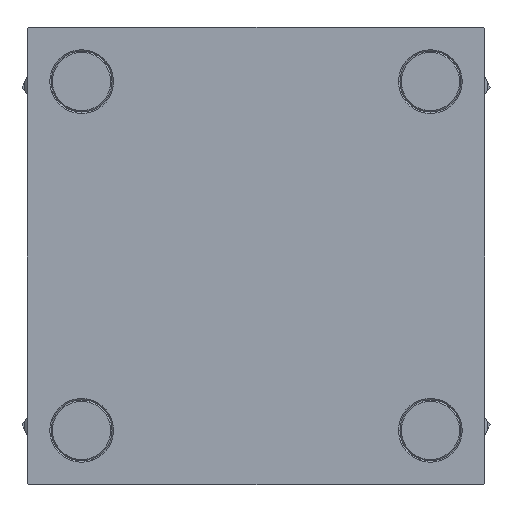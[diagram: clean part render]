
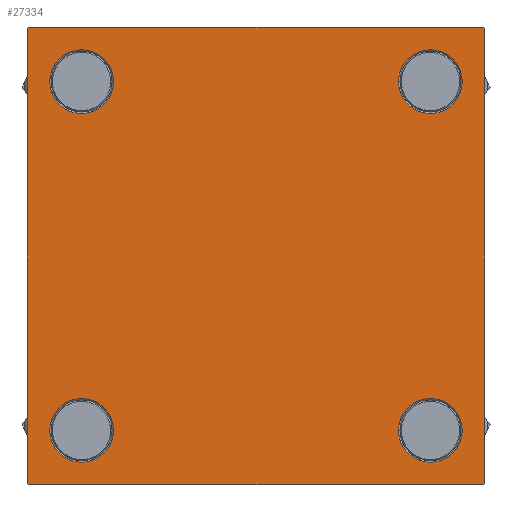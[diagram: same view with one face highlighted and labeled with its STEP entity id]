
A CAD part, left-side view. The second image highlights one B-rep face of the part: STEP entity #27334.
In plain terms, the highlighted planar face has unit normal (-1, 0, 0).
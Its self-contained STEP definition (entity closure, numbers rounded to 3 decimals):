
#152 = VERTEX_POINT ( 'NONE', #830 ) ;
#170 = DIRECTION ( 'NONE',  ( 0., 0., -1. ) ) ;
#280 = DIRECTION ( 'NONE',  ( -1., 0., 0. ) ) ;
#675 = CARTESIAN_POINT ( 'NONE',  ( 0., -82.5, 82.5 ) ) ;
#830 = CARTESIAN_POINT ( 'NONE',  ( 0., -62.95, -74.45 ) ) ;
#995 = DIRECTION ( 'NONE',  ( 0., 0.707, 0.707 ) ) ;
#2094 = CARTESIAN_POINT ( 'NONE',  ( 0., -62.95, -62.95 ) ) ;
#2607 = CIRCLE ( 'NONE', #36300, 11.5 ) ;
#2642 = CIRCLE ( 'NONE', #5100, 11.5 ) ;
#2655 = CARTESIAN_POINT ( 'NONE',  ( 0., -62.95, 62.95 ) ) ;
#2960 = CARTESIAN_POINT ( 'NONE',  ( 0., -82., 82.5 ) ) ;
#3892 = PLANE ( 'NONE',  #5812 ) ;
#4597 = CARTESIAN_POINT ( 'NONE',  ( 0., 62.95, 74.45 ) ) ;
#4733 = LINE ( 'NONE', #28702, #4879 ) ;
#4800 = CARTESIAN_POINT ( 'NONE',  ( 0., 62.95, 62.95 ) ) ;
#4879 = VECTOR ( 'NONE', #36411, 1000. ) ;
#5100 = AXIS2_PLACEMENT_3D ( 'NONE', #2094, #17795, #21424 ) ;
#5481 = VERTEX_POINT ( 'NONE', #41404 ) ;
#5511 = EDGE_CURVE ( 'NONE', #32711, #38039, #24572, .T. ) ;
#5684 = EDGE_CURVE ( 'NONE', #20349, #20145, #42374, .T. ) ;
#5812 = AXIS2_PLACEMENT_3D ( 'NONE', #19605, #280, #16000 ) ;
#6661 = CARTESIAN_POINT ( 'NONE',  ( 0., 62.95, -62.95 ) ) ;
#6748 = ORIENTED_EDGE ( 'NONE', *, *, #45719, .T. ) ;
#7129 = VERTEX_POINT ( 'NONE', #35069 ) ;
#7680 = VERTEX_POINT ( 'NONE', #12982 ) ;
#7904 = LINE ( 'NONE', #675, #46109 ) ;
#8120 = CIRCLE ( 'NONE', #43456, 11.5 ) ;
#8126 = AXIS2_PLACEMENT_3D ( 'NONE', #6661, #10026, #8803 ) ;
#8192 = VECTOR ( 'NONE', #23795, 1000. ) ;
#8803 = DIRECTION ( 'NONE',  ( 0., 0., 1. ) ) ;
#8944 = CIRCLE ( 'NONE', #38516, 11.5 ) ;
#9628 = DIRECTION ( 'NONE',  ( 0., 0., 1. ) ) ;
#9730 = AXIS2_PLACEMENT_3D ( 'NONE', #32475, #12900, #28622 ) ;
#9774 = CARTESIAN_POINT ( 'NONE',  ( 0., -62.95, 51.45 ) ) ;
#10026 = DIRECTION ( 'NONE',  ( 1., 0., 0. ) ) ;
#10322 = DIRECTION ( 'NONE',  ( 0., 0.707, -0.707 ) ) ;
#10374 = ORIENTED_EDGE ( 'NONE', *, *, #48853, .F. ) ;
#10480 = AXIS2_PLACEMENT_3D ( 'NONE', #18235, #33949, #17033 ) ;
#10587 = EDGE_CURVE ( 'NONE', #35263, #29440, #12591, .T. ) ;
#12591 = LINE ( 'NONE', #39605, #35065 ) ;
#12900 = DIRECTION ( 'NONE',  ( 1., 0., 0. ) ) ;
#12982 = CARTESIAN_POINT ( 'NONE',  ( 0., 82.5, 82. ) ) ;
#13485 = EDGE_LOOP ( 'NONE', ( #43050, #25757 ) ) ;
#13777 = CARTESIAN_POINT ( 'NONE',  ( 0., 62.95, -51.45 ) ) ;
#14733 = ORIENTED_EDGE ( 'NONE', *, *, #46623, .T. ) ;
#15694 = ORIENTED_EDGE ( 'NONE', *, *, #10587, .T. ) ;
#16000 = DIRECTION ( 'NONE',  ( 0., 0., 1. ) ) ;
#16310 = LINE ( 'NONE', #28418, #39427 ) ;
#16396 = CARTESIAN_POINT ( 'NONE',  ( 0., 62.95, 62.95 ) ) ;
#16966 = CARTESIAN_POINT ( 'NONE',  ( 0., 62.95, -74.45 ) ) ;
#17033 = DIRECTION ( 'NONE',  ( 0., 0., 1. ) ) ;
#17795 = DIRECTION ( 'NONE',  ( 1., 0., 0. ) ) ;
#18235 = CARTESIAN_POINT ( 'NONE',  ( 0., -62.95, -62.95 ) ) ;
#18539 = VERTEX_POINT ( 'NONE', #35675 ) ;
#19576 = DIRECTION ( 'NONE',  ( 1., 0., 0. ) ) ;
#19605 = CARTESIAN_POINT ( 'NONE',  ( 0., 0., 0. ) ) ;
#19863 = FACE_OUTER_BOUND ( 'NONE', #30800, .T. ) ;
#19895 = ORIENTED_EDGE ( 'NONE', *, *, #31630, .T. ) ;
#19929 = LINE ( 'NONE', #42837, #8192 ) ;
#19996 = DIRECTION ( 'NONE',  ( 1., 0., 0. ) ) ;
#20145 = VERTEX_POINT ( 'NONE', #21209 ) ;
#20349 = VERTEX_POINT ( 'NONE', #44554 ) ;
#21209 = CARTESIAN_POINT ( 'NONE',  ( 0., -82.5, -82. ) ) ;
#21225 = EDGE_CURVE ( 'NONE', #36979, #29440, #4733, .T. ) ;
#21424 = DIRECTION ( 'NONE',  ( 0., 0., 1. ) ) ;
#21998 = ORIENTED_EDGE ( 'NONE', *, *, #30762, .T. ) ;
#22770 = CARTESIAN_POINT ( 'NONE',  ( 0., 82.5, 82.5 ) ) ;
#23394 = ORIENTED_EDGE ( 'NONE', *, *, #5511, .T. ) ;
#23726 = FACE_BOUND ( 'NONE', #35735, .T. ) ;
#23765 = ORIENTED_EDGE ( 'NONE', *, *, #21225, .F. ) ;
#23795 = DIRECTION ( 'NONE',  ( 0., -1., 0. ) ) ;
#23845 = DIRECTION ( 'NONE',  ( 0., -0.707, 0.707 ) ) ;
#23888 = CARTESIAN_POINT ( 'NONE',  ( 0., 82., 82.5 ) ) ;
#24535 = VERTEX_POINT ( 'NONE', #4597 ) ;
#24572 = CIRCLE ( 'NONE', #8126, 11.5 ) ;
#25533 = CARTESIAN_POINT ( 'NONE',  ( 0., -62.95, -51.45 ) ) ;
#25567 = CIRCLE ( 'NONE', #44458, 11.5 ) ;
#25757 = ORIENTED_EDGE ( 'NONE', *, *, #48030, .T. ) ;
#26500 = CARTESIAN_POINT ( 'NONE',  ( 0., 82., -82.5 ) ) ;
#27334 = ADVANCED_FACE ( 'NONE', ( #38921, #23726, #27351, #43021, #19863 ), #3892, .T. ) ;
#27351 = FACE_BOUND ( 'NONE', #39145, .T. ) ;
#28079 = CARTESIAN_POINT ( 'NONE',  ( 0., -62.95, 62.95 ) ) ;
#28354 = EDGE_LOOP ( 'NONE', ( #21998, #43193 ) ) ;
#28418 = CARTESIAN_POINT ( 'NONE',  ( 0., 82.25, -82.25 ) ) ;
#28622 = DIRECTION ( 'NONE',  ( 0., 0., 1. ) ) ;
#28702 = CARTESIAN_POINT ( 'NONE',  ( 0., 82.5, 82.5 ) ) ;
#29440 = VERTEX_POINT ( 'NONE', #2960 ) ;
#30762 = EDGE_CURVE ( 'NONE', #24535, #18539, #2607, .T. ) ;
#30800 = EDGE_LOOP ( 'NONE', ( #6748, #48531, #14733, #31862, #10374, #15694, #23765, #38331 ) ) ;
#30817 = CARTESIAN_POINT ( 'NONE',  ( 0., -82.25, -82.25 ) ) ;
#31630 = EDGE_CURVE ( 'NONE', #48261, #152, #2642, .T. ) ;
#31862 = ORIENTED_EDGE ( 'NONE', *, *, #5684, .T. ) ;
#32110 = DIRECTION ( 'NONE',  ( 1., 0., 0. ) ) ;
#32475 = CARTESIAN_POINT ( 'NONE',  ( 0., 62.95, -62.95 ) ) ;
#32711 = VERTEX_POINT ( 'NONE', #16966 ) ;
#33949 = DIRECTION ( 'NONE',  ( 1., 0., 0. ) ) ;
#35065 = VECTOR ( 'NONE', #995, 1000. ) ;
#35069 = CARTESIAN_POINT ( 'NONE',  ( 0., 82.5, -82. ) ) ;
#35263 = VERTEX_POINT ( 'NONE', #41783 ) ;
#35675 = CARTESIAN_POINT ( 'NONE',  ( 0., 62.95, 51.45 ) ) ;
#35735 = EDGE_LOOP ( 'NONE', ( #19895, #50004 ) ) ;
#35824 = VERTEX_POINT ( 'NONE', #26500 ) ;
#36300 = AXIS2_PLACEMENT_3D ( 'NONE', #16396, #32110, #42655 ) ;
#36411 = DIRECTION ( 'NONE',  ( 0., -1., 0. ) ) ;
#36926 = VECTOR ( 'NONE', #23845, 1000. ) ;
#36979 = VERTEX_POINT ( 'NONE', #23888 ) ;
#38039 = VERTEX_POINT ( 'NONE', #13777 ) ;
#38331 = ORIENTED_EDGE ( 'NONE', *, *, #41212, .T. ) ;
#38516 = AXIS2_PLACEMENT_3D ( 'NONE', #4800, #19996, #48288 ) ;
#38755 = EDGE_CURVE ( 'NONE', #38039, #32711, #50825, .T. ) ;
#38921 = FACE_BOUND ( 'NONE', #13485, .T. ) ;
#39145 = EDGE_LOOP ( 'NONE', ( #40959, #23394 ) ) ;
#39322 = EDGE_CURVE ( 'NONE', #18539, #24535, #8944, .T. ) ;
#39427 = VECTOR ( 'NONE', #44081, 1000. ) ;
#39605 = CARTESIAN_POINT ( 'NONE',  ( 0., -82.25, 82.25 ) ) ;
#40048 = EDGE_CURVE ( 'NONE', #152, #48261, #41703, .T. ) ;
#40959 = ORIENTED_EDGE ( 'NONE', *, *, #38755, .T. ) ;
#41212 = EDGE_CURVE ( 'NONE', #36979, #7680, #45567, .T. ) ;
#41404 = CARTESIAN_POINT ( 'NONE',  ( 0., -62.95, 74.45 ) ) ;
#41460 = CARTESIAN_POINT ( 'NONE',  ( 0., 82.25, 82.25 ) ) ;
#41703 = CIRCLE ( 'NONE', #10480, 11.5 ) ;
#41783 = CARTESIAN_POINT ( 'NONE',  ( 0., -82.5, 82. ) ) ;
#42318 = LINE ( 'NONE', #22770, #50089 ) ;
#42374 = LINE ( 'NONE', #30817, #36926 ) ;
#42655 = DIRECTION ( 'NONE',  ( 0., 0., 1. ) ) ;
#42837 = CARTESIAN_POINT ( 'NONE',  ( 0., 82.5, -82.5 ) ) ;
#43021 = FACE_BOUND ( 'NONE', #28354, .T. ) ;
#43050 = ORIENTED_EDGE ( 'NONE', *, *, #44316, .T. ) ;
#43193 = ORIENTED_EDGE ( 'NONE', *, *, #39322, .T. ) ;
#43233 = DIRECTION ( 'NONE',  ( 0., 0., 1. ) ) ;
#43456 = AXIS2_PLACEMENT_3D ( 'NONE', #28079, #19576, #43233 ) ;
#44081 = DIRECTION ( 'NONE',  ( 0., -0.707, -0.707 ) ) ;
#44156 = VECTOR ( 'NONE', #10322, 1000. ) ;
#44316 = EDGE_CURVE ( 'NONE', #5481, #50789, #8120, .T. ) ;
#44458 = AXIS2_PLACEMENT_3D ( 'NONE', #2655, #44864, #9628 ) ;
#44554 = CARTESIAN_POINT ( 'NONE',  ( 0., -82., -82.5 ) ) ;
#44864 = DIRECTION ( 'NONE',  ( 1., 0., 0. ) ) ;
#45425 = DIRECTION ( 'NONE',  ( 0., 0., -1. ) ) ;
#45567 = LINE ( 'NONE', #41460, #44156 ) ;
#45719 = EDGE_CURVE ( 'NONE', #7680, #7129, #42318, .T. ) ;
#45931 = EDGE_CURVE ( 'NONE', #7129, #35824, #16310, .T. ) ;
#46109 = VECTOR ( 'NONE', #170, 1000. ) ;
#46623 = EDGE_CURVE ( 'NONE', #35824, #20349, #19929, .T. ) ;
#48030 = EDGE_CURVE ( 'NONE', #50789, #5481, #25567, .T. ) ;
#48261 = VERTEX_POINT ( 'NONE', #25533 ) ;
#48288 = DIRECTION ( 'NONE',  ( 0., 0., 1. ) ) ;
#48531 = ORIENTED_EDGE ( 'NONE', *, *, #45931, .T. ) ;
#48853 = EDGE_CURVE ( 'NONE', #35263, #20145, #7904, .T. ) ;
#50004 = ORIENTED_EDGE ( 'NONE', *, *, #40048, .T. ) ;
#50089 = VECTOR ( 'NONE', #45425, 1000. ) ;
#50789 = VERTEX_POINT ( 'NONE', #9774 ) ;
#50825 = CIRCLE ( 'NONE', #9730, 11.5 ) ;
